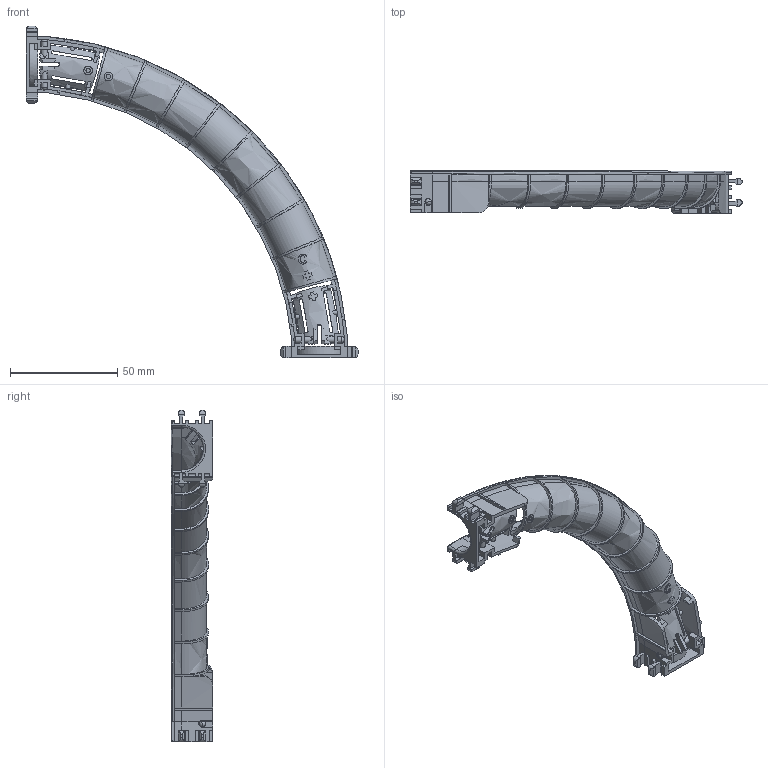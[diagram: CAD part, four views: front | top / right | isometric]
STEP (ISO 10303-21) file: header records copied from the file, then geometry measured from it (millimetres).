
FILE_DESCRIPTION (( 'STEP AP203' ), '1' );
FILE_NAME ('20-00114.STEP', '2014-04-14T00:45:39', ( 'Nicholas Morozovsky' ), ( '' ), 'SwSTEP 2.0', 'SolidWorks 2012', '' );
FILE_SCHEMA (( 'CONFIG_CONTROL_DESIGN' ));
Length unit declared in the file: millimetre
Products named in the file (1): 20-00114
Bounding box: 154.5 x 19.5 x 154.5 mm (x, y, z)
Volume: 18169.7 mm3; surface area: 26284.6 mm2
Topology: 3 solids, 3 shells, 632 faces, 1826 edges, 1195 vertices
Faces by surface type: plane 345, bspline 131, cylinder 129, sphere 16, torus 11
Entity records: 29516 total; most frequent: CARTESIAN_POINT 14269, ORIENTED_EDGE 3652, DIRECTION 2475, EDGE_CURVE 1826, VERTEX_POINT 1195, VECTOR 1011, LINE 1011, AXIS2_PLACEMENT_3D 732
